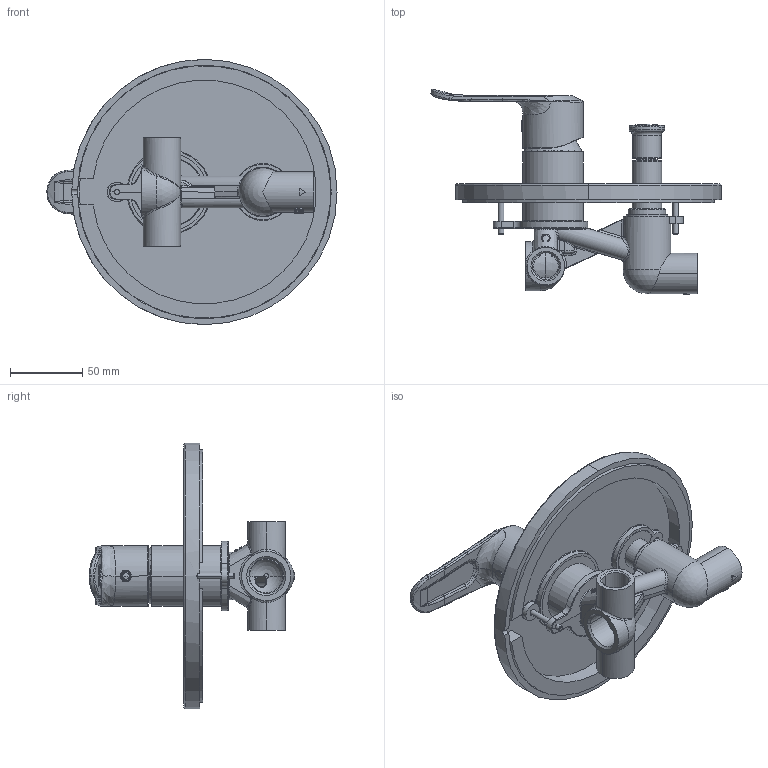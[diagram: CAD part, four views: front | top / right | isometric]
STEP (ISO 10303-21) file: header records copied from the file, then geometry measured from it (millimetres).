
FILE_DESCRIPTION((''),'2;1');
FILE_NAME('CF-0721_ASM','2018-08-15T',('10114256'),(''),'CREO PARAMETRIC BY PTC INC, 2014440','CREO PARAMETRIC BY PTC INC, 2014440','');
FILE_SCHEMA(('CONFIG_CONTROL_DESIGN'));
Products named in the file (31): 158D60054R; 611483; 911761; 917213; 915735; 912658; 912644; A923284; A911955; 909978; A903405; D653702_ASM; 605773; 158B950189_BODY; 158B950189_PIVOT; 158B950189_WASHER; 158B950189_ASM; 1580665099; HANDLE_DESIGN_02; 158A917376; 1580960444; NEO-MODERN_HANDLE_ASM_ASM; 1585432550-1; 1580781999-2; 158K613832; 1580805950_ASM; 1581839699; 607676; 1580727050_C1; 1581190299; CF-0721_ASM
Assembly tree (33 placements, depth 4):
  CF-0721_ASM
    158D60054R
    D653702_ASM
      611483
      911761
      917213
      915735
      912658
      912644
      A923284
      A911955
      909978
      A903405
    605773
    NEO-MODERN_HANDLE_ASM_ASM
      158B950189_ASM
        158B950189_BODY
        158B950189_PIVOT
        158B950189_WASHER  x2
      1580665099
      HANDLE_DESIGN_02
      158A917376
      1580960444
    1580805950_ASM
      1585432550-1
      1580781999-2
      158K613832
    1581839699  x2
    607676  x2
    1580727050_C1
    1581190299
Bounding box: 200.78 x 142.43 x 183.6 mm (x, y, z)
Volume: 335251.6 mm3; surface area: 196027.9 mm2
Topology: 30 solids, 30 shells, 1567 faces, 3697 edges, 2232 vertices
Faces by surface type: plane 519, cylinder 434, bspline 293, cone 142, torus 135, sphere 33, extrusion 11
Entity records: 59744 total; most frequent: CARTESIAN_POINT 26893, ORIENTED_EDGE 6986, DIRECTION 6410, EDGE_CURVE 3493, AXIS2_PLACEMENT_3D 2556, VERTEX_POINT 2114, EDGE_LOOP 1605, FACE_OUTER_BOUND 1489
